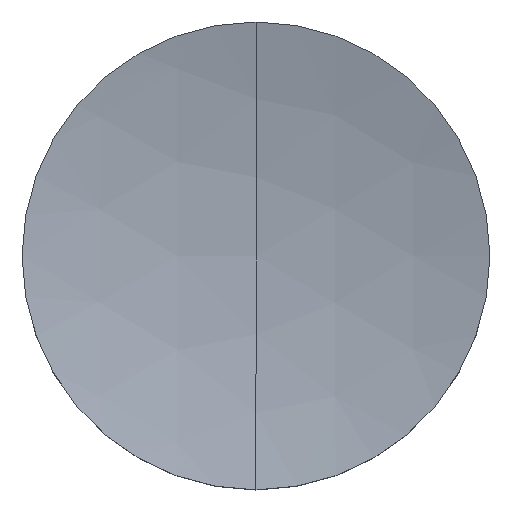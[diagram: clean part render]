
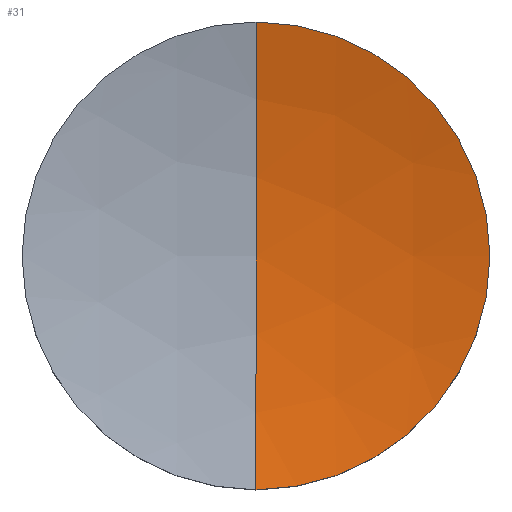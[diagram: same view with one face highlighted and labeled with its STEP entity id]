
A CAD part, top view. The second image highlights one B-rep face of the part: STEP entity #31.
In plain terms, the highlighted spherical face has radius 51.5 mm.
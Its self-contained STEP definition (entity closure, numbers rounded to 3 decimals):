
#29 = ORIENTED_EDGE ( 'NONE', *, *, #30, .T. ) ;
#30 = EDGE_CURVE ( 'NONE', #77, #69, #95, .T. ) ;
#31 = ADVANCED_FACE ( 'NONE', ( #96 ), #104, .F. ) ;
#36 = VERTEX_POINT ( 'NONE', #84 ) ;
#52 = EDGE_CURVE ( 'NONE', #66, #36, #105, .T. ) ;
#62 = EDGE_LOOP ( 'NONE', ( #74, #75, #29, #67 ) ) ;
#66 = VERTEX_POINT ( 'NONE', #200 ) ;
#67 = ORIENTED_EDGE ( 'NONE', *, *, #80, .T. ) ;
#69 = VERTEX_POINT ( 'NONE', #199 ) ;
#74 = ORIENTED_EDGE ( 'NONE', *, *, #52, .F. ) ;
#75 = ORIENTED_EDGE ( 'NONE', *, *, #76, .T. ) ;
#76 = EDGE_CURVE ( 'NONE', #66, #77, #196, .T. ) ;
#77 = VERTEX_POINT ( 'NONE', #173 ) ;
#80 = EDGE_CURVE ( 'NONE', #69, #36, #210, .T. ) ;
#82 = DIRECTION ( 'NONE',  ( -1., 0., 0. ) ) ;
#83 = AXIS2_PLACEMENT_3D ( 'NONE', #103, #82, #119 ) ;
#84 = CARTESIAN_POINT ( 'NONE',  ( 0., 12.5, 2.77 ) ) ;
#93 = CARTESIAN_POINT ( 'NONE',  ( 0., 0., 2.77 ) ) ;
#94 = AXIS2_PLACEMENT_3D ( 'NONE', #93, #116, #115 ) ;
#95 = CIRCLE ( 'NONE', #94, 12.5 ) ;
#96 = FACE_OUTER_BOUND ( 'NONE', #62, .T. ) ;
#103 = CARTESIAN_POINT ( 'NONE',  ( 0., 0., 52.73 ) ) ;
#104 = SPHERICAL_SURFACE ( 'NONE', #83, 51.5 ) ;
#105 = CIRCLE ( 'NONE', #140, 51.5 ) ;
#115 = DIRECTION ( 'NONE',  ( 1., 0., 0. ) ) ;
#116 = DIRECTION ( 'NONE',  ( 0., 0., 1. ) ) ;
#118 = CARTESIAN_POINT ( 'NONE',  ( 0., 0., 52.73 ) ) ;
#119 = DIRECTION ( 'NONE',  ( 0., 1., 0. ) ) ;
#138 = DIRECTION ( 'NONE',  ( 0., 0., -1. ) ) ;
#139 = DIRECTION ( 'NONE',  ( 1., 0., 0. ) ) ;
#140 = AXIS2_PLACEMENT_3D ( 'NONE', #118, #139, #138 ) ;
#173 = CARTESIAN_POINT ( 'NONE',  ( 0., -12.5, 2.77 ) ) ;
#174 = DIRECTION ( 'NONE',  ( 0., -1., 0. ) ) ;
#175 = DIRECTION ( 'NONE',  ( -1., 0., 0. ) ) ;
#176 = CARTESIAN_POINT ( 'NONE',  ( 0., 0., 52.73 ) ) ;
#177 = AXIS2_PLACEMENT_3D ( 'NONE', #176, #175, #174 ) ;
#196 = CIRCLE ( 'NONE', #177, 51.5 ) ;
#199 = CARTESIAN_POINT ( 'NONE',  ( 12.5, 0., 2.77 ) ) ;
#200 = CARTESIAN_POINT ( 'NONE',  ( 0., 0., 1.23 ) ) ;
#206 = DIRECTION ( 'NONE',  ( 1., 0., 0. ) ) ;
#207 = DIRECTION ( 'NONE',  ( 0., 0., 1. ) ) ;
#208 = CARTESIAN_POINT ( 'NONE',  ( 0., 0., 2.77 ) ) ;
#209 = AXIS2_PLACEMENT_3D ( 'NONE', #208, #207, #206 ) ;
#210 = CIRCLE ( 'NONE', #209, 12.5 ) ;
